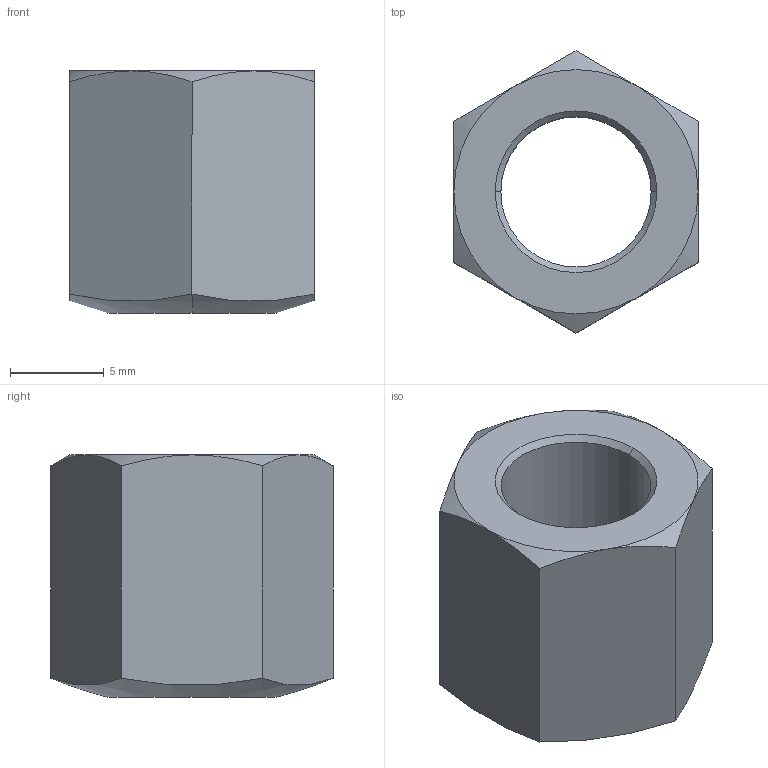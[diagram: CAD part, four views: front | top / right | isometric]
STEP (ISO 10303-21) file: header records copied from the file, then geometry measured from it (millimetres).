
FILE_DESCRIPTION (( 'STEP AP203' ), '1' );
FILE_NAME ('WDS-407-202.step', '2012-04-10T08:30:07', ( 'SysAdmin' ), ( 'SolidWorks' ), 'SwSTEP 2.0', 'SolidWorks 2012', '' );
FILE_SCHEMA (( 'CONFIG_CONTROL_DESIGN' ));
Length unit declared in the file: millimetre
Products named in the file (2): WDS-407-202; WDS-407-202_407B_407-202
Assembly tree (1 placements, depth 2):
  WDS-407-202
    WDS-407-202_407B_407-202
Bounding box: 13 x 15.01 x 12.89 mm (x, y, z)
Volume: 1202.1 mm3; surface area: 1050.8 mm2
Topology: 1 solids, 1 shells, 21 faces, 48 edges, 28 vertices
Faces by surface type: cone 10, plane 7, sphere 2, cylinder 2
Entity records: 834 total; most frequent: CARTESIAN_POINT 169, DIRECTION 110, ORIENTED_EDGE 96, AXIS2_PLACEMENT_3D 49, EDGE_CURVE 48, VERTEX_POINT 28, CIRCLE 24, EDGE_LOOP 22
